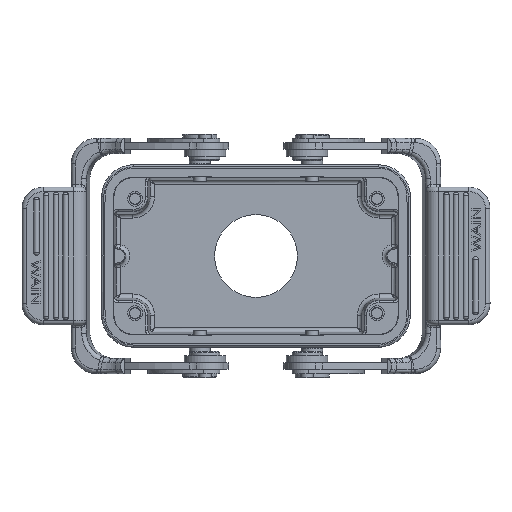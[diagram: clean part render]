
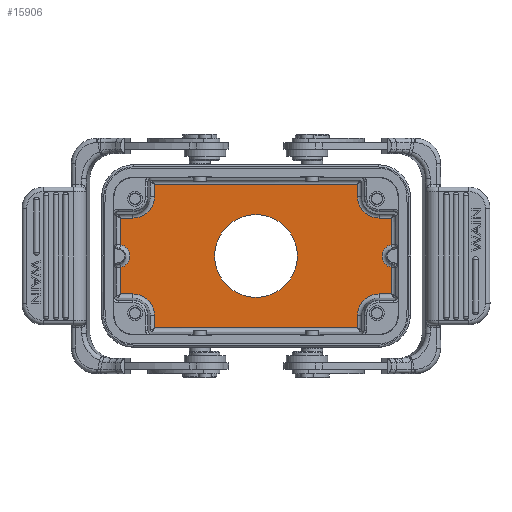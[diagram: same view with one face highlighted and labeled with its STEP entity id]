
A CAD part, front view. The second image highlights one B-rep face of the part: STEP entity #15906.
In plain terms, the highlighted planar face has unit normal (0, -1, 0).
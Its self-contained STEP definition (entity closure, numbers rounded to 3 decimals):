
#10060=PLANE('',#34425);
#11523=LINE('',#50019,#13691);
#11526=LINE('',#50125,#13694);
#11555=LINE('',#50311,#13723);
#11557=LINE('',#50376,#13725);
#11558=LINE('',#50439,#13726);
#11575=LINE('',#50571,#13743);
#11577=LINE('',#50633,#13745);
#11584=LINE('',#50677,#13752);
#11585=LINE('',#50740,#13753);
#11596=LINE('',#50926,#13764);
#11598=LINE('',#50991,#13766);
#11599=LINE('',#51054,#13767);
#11602=LINE('',#51084,#13770);
#12272=LINE('',#54566,#14452);
#13691=VECTOR('',#38623,1.);
#13694=VECTOR('',#38674,1.);
#13723=VECTOR('',#38797,1.);
#13725=VECTOR('',#38801,1.);
#13726=VECTOR('',#38808,1.);
#13743=VECTOR('',#38881,1.);
#13745=VECTOR('',#38887,1.);
#13752=VECTOR('',#38916,1.);
#13753=VECTOR('',#38919,1.);
#13764=VECTOR('',#38992,1.);
#13766=VECTOR('',#38996,1.);
#13767=VECTOR('',#39003,1.);
#13770=VECTOR('',#39014,1.);
#14452=VECTOR('',#40987,1.);
#15906=ADVANCED_FACE('',(#16729,#16730),#10060,.T.);
#16729=FACE_BOUND('',#18416,.T.);
#16730=FACE_BOUND('',#18417,.T.);
#18416=EDGE_LOOP('',(#25309));
#18417=EDGE_LOOP('',(#25310,#25311,#25312,#25313,#25314,#25315,#25316,#25317,
#25318,#25319,#25320,#25321,#25322,#25323,#25324,#25325,#25326,#25327,#25328,
#25329));
#25309=ORIENTED_EDGE('',*,*,#31344,.F.);
#25310=ORIENTED_EDGE('',*,*,#30140,.T.);
#25311=ORIENTED_EDGE('',*,*,#30144,.F.);
#25312=ORIENTED_EDGE('',*,*,#30200,.T.);
#25313=ORIENTED_EDGE('',*,*,#30204,.T.);
#25314=ORIENTED_EDGE('',*,*,#30208,.T.);
#25315=ORIENTED_EDGE('',*,*,#30212,.F.);
#25316=ORIENTED_EDGE('',*,*,#30246,.T.);
#25317=ORIENTED_EDGE('',*,*,#30250,.T.);
#25318=ORIENTED_EDGE('',*,*,#30272,.F.);
#25319=ORIENTED_EDGE('',*,*,#30267,.T.);
#25320=ORIENTED_EDGE('',*,*,#30264,.T.);
#25321=ORIENTED_EDGE('',*,*,#30257,.F.);
#25322=ORIENTED_EDGE('',*,*,#30304,.T.);
#25323=ORIENTED_EDGE('',*,*,#30308,.T.);
#25324=ORIENTED_EDGE('',*,*,#30312,.T.);
#25325=ORIENTED_EDGE('',*,*,#30316,.F.);
#25326=ORIENTED_EDGE('',*,*,#30319,.T.);
#25327=ORIENTED_EDGE('',*,*,#30121,.T.);
#25328=ORIENTED_EDGE('',*,*,#30116,.F.);
#25329=ORIENTED_EDGE('',*,*,#31343,.T.);
#27083=VERTEX_POINT('',#50003);
#27084=VERTEX_POINT('',#50007);
#27085=VERTEX_POINT('',#50016);
#27103=VERTEX_POINT('',#50065);
#27105=VERTEX_POINT('',#50124);
#27107=VERTEX_POINT('',#50146);
#27145=VERTEX_POINT('',#50310);
#27147=VERTEX_POINT('',#50375);
#27150=VERTEX_POINT('',#50438);
#27152=VERTEX_POINT('',#50460);
#27173=VERTEX_POINT('',#50570);
#27175=VERTEX_POINT('',#50632);
#27182=VERTEX_POINT('',#50663);
#27183=VERTEX_POINT('',#50665);
#27186=VERTEX_POINT('',#50678);
#27187=VERTEX_POINT('',#50741);
#27206=VERTEX_POINT('',#50925);
#27208=VERTEX_POINT('',#50990);
#27211=VERTEX_POINT('',#51053);
#27213=VERTEX_POINT('',#51075);
#27841=VERTEX_POINT('',#54569);
#30116=EDGE_CURVE('',#27083,#27084,#31974,.T.);
#30121=EDGE_CURVE('',#27085,#27084,#11523,.T.);
#30140=EDGE_CURVE('',#27103,#27105,#11526,.T.);
#30144=EDGE_CURVE('',#27107,#27105,#31989,.T.);
#30200=EDGE_CURVE('',#27107,#27145,#11555,.T.);
#30204=EDGE_CURVE('',#27145,#27147,#11557,.T.);
#30208=EDGE_CURVE('',#27147,#27150,#11558,.T.);
#30212=EDGE_CURVE('',#27152,#27150,#32009,.T.);
#30246=EDGE_CURVE('',#27152,#27173,#11575,.T.);
#30250=EDGE_CURVE('',#27173,#27175,#11577,.T.);
#30257=EDGE_CURVE('',#27182,#27183,#32026,.T.);
#30264=EDGE_CURVE('',#27186,#27183,#11584,.T.);
#30267=EDGE_CURVE('',#27187,#27186,#11585,.T.);
#30272=EDGE_CURVE('',#27187,#27175,#32032,.T.);
#30304=EDGE_CURVE('',#27182,#27206,#11596,.T.);
#30308=EDGE_CURVE('',#27206,#27208,#11598,.T.);
#30312=EDGE_CURVE('',#27208,#27211,#11599,.T.);
#30316=EDGE_CURVE('',#27213,#27211,#32048,.T.);
#30319=EDGE_CURVE('',#27213,#27085,#11602,.T.);
#31343=EDGE_CURVE('',#27083,#27103,#12272,.T.);
#31344=EDGE_CURVE('',#27841,#27841,#32230,.T.);
#31974=CIRCLE('',#33617,2.772);
#31989=CIRCLE('',#33648,5.053);
#32009=CIRCLE('',#33699,5.053);
#32026=CIRCLE('',#33732,5.053);
#32032=CIRCLE('',#33744,2.772);
#32048=CIRCLE('',#33776,5.053);
#32230=CIRCLE('',#34424,9.75);
#33617=AXIS2_PLACEMENT_3D('',#50006,#38612,#38613);
#33648=AXIS2_PLACEMENT_3D('',#50147,#38680,#38681);
#33699=AXIS2_PLACEMENT_3D('',#50461,#38814,#38815);
#33732=AXIS2_PLACEMENT_3D('',#50664,#38900,#38901);
#33744=AXIS2_PLACEMENT_3D('',#50750,#38931,#38932);
#33776=AXIS2_PLACEMENT_3D('',#51076,#39009,#39010);
#34424=AXIS2_PLACEMENT_3D('',#54568,#40990,#40991);
#34425=AXIS2_PLACEMENT_3D('',#54570,#40992,#40993);
#38612=DIRECTION('',(0.,-1.,0.));
#38613=DIRECTION('',(0.,0.,-1.));
#38623=DIRECTION('',(0.,0.,1.));
#38674=DIRECTION('',(-1.,0.,0.));
#38680=DIRECTION('',(0.,-1.,0.));
#38681=DIRECTION('',(0.,0.,-1.));
#38797=DIRECTION('',(0.,0.,1.));
#38801=DIRECTION('',(-1.,0.,0.));
#38808=DIRECTION('',(0.,0.,-1.));
#38814=DIRECTION('',(0.,-1.,0.));
#38815=DIRECTION('',(0.,0.,-1.));
#38881=DIRECTION('',(-1.,0.,0.));
#38887=DIRECTION('',(0.,0.,-1.));
#38900=DIRECTION('',(0.,-1.,0.));
#38901=DIRECTION('',(0.,0.,-1.));
#38916=DIRECTION('',(1.,0.,0.));
#38919=DIRECTION('',(0.,0.,-1.));
#38931=DIRECTION('',(0.,-1.,0.));
#38932=DIRECTION('',(0.,0.,-1.));
#38992=DIRECTION('',(0.,0.,-1.));
#38996=DIRECTION('',(1.,0.,0.));
#39003=DIRECTION('',(0.,0.,1.));
#39009=DIRECTION('',(0.,-1.,0.));
#39010=DIRECTION('',(0.,0.,-1.));
#39014=DIRECTION('',(1.,0.,0.));
#40987=DIRECTION('',(0.,0.,1.));
#40990=DIRECTION('',(0.,-1.,0.));
#40991=DIRECTION('',(0.,0.,-1.));
#40992=DIRECTION('',(0.,-1.,0.));
#40993=DIRECTION('',(0.,0.,-1.));
#50003=CARTESIAN_POINT('',(31.947,19.35,2.717));
#50006=CARTESIAN_POINT('',(32.5,19.35,0.));
#50007=CARTESIAN_POINT('',(31.947,19.35,-2.717));
#50016=CARTESIAN_POINT('',(31.947,19.35,-8.947));
#50019=CARTESIAN_POINT('',(31.947,19.35,-21.5));
#50065=CARTESIAN_POINT('',(31.947,19.35,8.947));
#50124=CARTESIAN_POINT('',(29.,19.35,8.947));
#50125=CARTESIAN_POINT('',(0.,19.35,8.947));
#50146=CARTESIAN_POINT('',(23.947,19.35,14.));
#50147=CARTESIAN_POINT('',(29.,19.35,14.));
#50310=CARTESIAN_POINT('',(23.947,19.35,16.947));
#50311=CARTESIAN_POINT('',(23.947,19.35,-21.5));
#50375=CARTESIAN_POINT('',(-23.947,19.35,16.947));
#50376=CARTESIAN_POINT('',(0.,19.35,16.947));
#50438=CARTESIAN_POINT('',(-23.947,19.35,14.));
#50439=CARTESIAN_POINT('',(-23.947,19.35,-21.5));
#50460=CARTESIAN_POINT('',(-29.,19.35,8.947));
#50461=CARTESIAN_POINT('',(-29.,19.35,14.));
#50570=CARTESIAN_POINT('',(-31.947,19.35,8.947));
#50571=CARTESIAN_POINT('',(0.,19.35,8.947));
#50632=CARTESIAN_POINT('',(-31.947,19.35,2.717));
#50633=CARTESIAN_POINT('',(-31.947,19.35,-21.5));
#50663=CARTESIAN_POINT('',(-23.947,19.35,-14.));
#50664=CARTESIAN_POINT('',(-29.,19.35,-14.));
#50665=CARTESIAN_POINT('',(-29.,19.35,-8.947));
#50677=CARTESIAN_POINT('',(0.,19.35,-8.947));
#50678=CARTESIAN_POINT('',(-31.947,19.35,-8.947));
#50740=CARTESIAN_POINT('',(-31.947,19.35,-21.5));
#50741=CARTESIAN_POINT('',(-31.947,19.35,-2.717));
#50750=CARTESIAN_POINT('',(-32.5,19.35,0.));
#50925=CARTESIAN_POINT('',(-23.947,19.35,-16.947));
#50926=CARTESIAN_POINT('',(-23.947,19.35,-21.5));
#50990=CARTESIAN_POINT('',(23.947,19.35,-16.947));
#50991=CARTESIAN_POINT('',(0.,19.35,-16.947));
#51053=CARTESIAN_POINT('',(23.947,19.35,-14.));
#51054=CARTESIAN_POINT('',(23.947,19.35,-21.5));
#51075=CARTESIAN_POINT('',(29.,19.35,-8.947));
#51076=CARTESIAN_POINT('',(29.,19.35,-14.));
#51084=CARTESIAN_POINT('',(0.,19.35,-8.947));
#54566=CARTESIAN_POINT('',(31.947,19.35,-21.5));
#54568=CARTESIAN_POINT('',(0.,19.35,0.));
#54569=CARTESIAN_POINT('',(0.,19.35,-9.75));
#54570=CARTESIAN_POINT('',(0.,19.35,-21.5));
